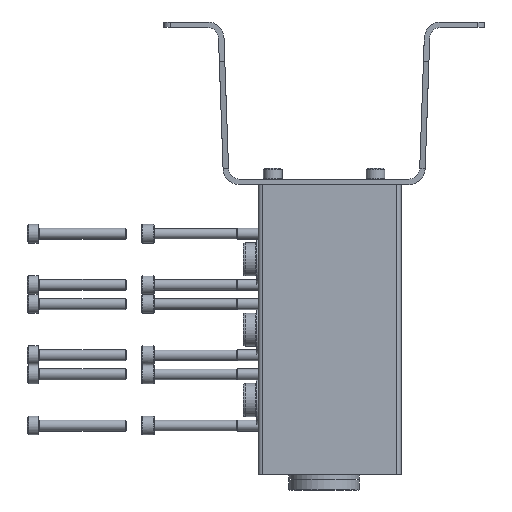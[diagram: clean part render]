
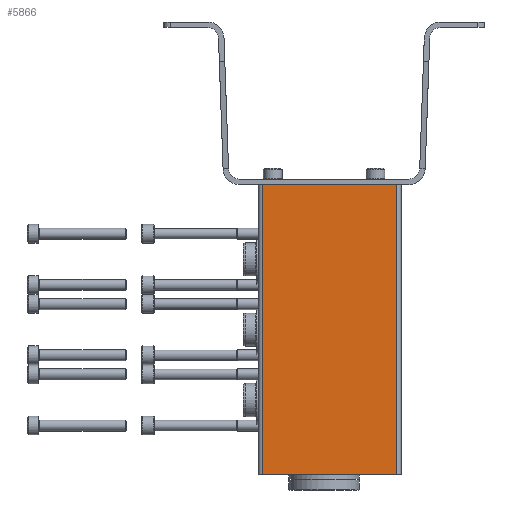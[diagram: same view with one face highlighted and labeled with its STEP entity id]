
A CAD part, left-side view. The second image highlights one B-rep face of the part: STEP entity #5866.
In plain terms, the highlighted planar face has unit normal (-1, 0, 0).
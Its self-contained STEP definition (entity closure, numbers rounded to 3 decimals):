
#232=LINE('',#9003,#690);
#233=LINE('',#9006,#691);
#234=LINE('',#9008,#692);
#235=LINE('',#9010,#693);
#690=VECTOR('',#7054,1000.);
#691=VECTOR('',#7055,1000.);
#692=VECTOR('',#7056,1000.);
#693=VECTOR('',#7057,1000.);
#1148=PLANE('',#6331);
#1636=ORIENTED_EDGE('',*,*,#3234,.F.);
#1637=ORIENTED_EDGE('',*,*,#3235,.F.);
#1638=ORIENTED_EDGE('',*,*,#3236,.T.);
#1639=ORIENTED_EDGE('',*,*,#3237,.T.);
#3234=EDGE_CURVE('',#4033,#4034,#232,.T.);
#3235=EDGE_CURVE('',#4035,#4033,#233,.T.);
#3236=EDGE_CURVE('',#4035,#4036,#234,.T.);
#3237=EDGE_CURVE('',#4036,#4034,#235,.T.);
#4033=VERTEX_POINT('',#9004);
#4034=VERTEX_POINT('',#9005);
#4035=VERTEX_POINT('',#9007);
#4036=VERTEX_POINT('',#9009);
#4639=EDGE_LOOP('',(#1636,#1637,#1638,#1639));
#5187=FACE_BOUND('',#4639,.T.);
#5866=ADVANCED_FACE('',(#5187),#1148,.T.);
#6331=AXIS2_PLACEMENT_3D('',#9002,#7052,#7053);
#7052=DIRECTION('',(-1.,0.,0.));
#7053=DIRECTION('',(0.,0.,1.));
#7054=DIRECTION('',(0.,-1.,0.));
#7055=DIRECTION('',(0.,0.,1.));
#7056=DIRECTION('',(0.,-1.,0.));
#7057=DIRECTION('',(0.,0.,1.));
#9002=CARTESIAN_POINT('',(-17.,28.,-132.));
#9003=CARTESIAN_POINT('',(-17.,28.,0.));
#9004=CARTESIAN_POINT('',(-17.,28.,0.));
#9005=CARTESIAN_POINT('',(-17.,-33.,0.));
#9006=CARTESIAN_POINT('',(-17.,28.,-132.));
#9007=CARTESIAN_POINT('',(-17.,28.,-132.));
#9008=CARTESIAN_POINT('',(-17.,28.,-132.));
#9009=CARTESIAN_POINT('',(-17.,-33.,-132.));
#9010=CARTESIAN_POINT('',(-17.,-33.,-132.));
